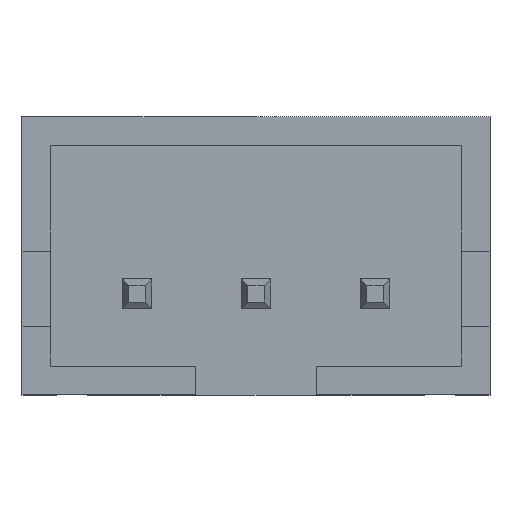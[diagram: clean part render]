
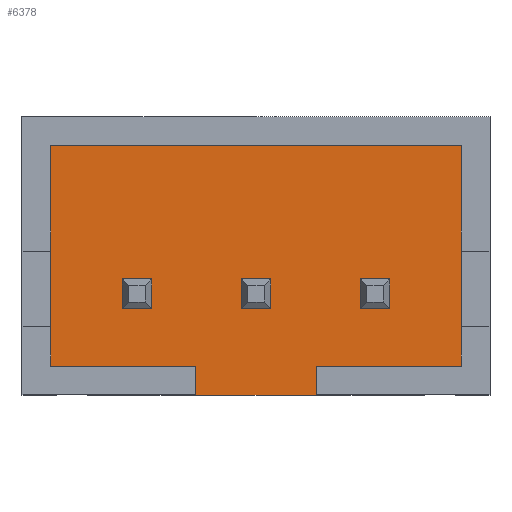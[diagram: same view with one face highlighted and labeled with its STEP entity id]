
A CAD part, top view. The second image highlights one B-rep face of the part: STEP entity #6378.
In plain terms, the highlighted planar face has unit normal (0, 0, 1).
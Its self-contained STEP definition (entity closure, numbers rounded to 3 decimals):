
#635=ORIENTED_EDGE('',*,*,#1792,.F.);
#636=ORIENTED_EDGE('',*,*,#1686,.F.);
#637=ORIENTED_EDGE('',*,*,#1861,.F.);
#638=ORIENTED_EDGE('',*,*,#1682,.F.);
#639=ORIENTED_EDGE('',*,*,#1670,.F.);
#640=ORIENTED_EDGE('',*,*,#1695,.F.);
#641=ORIENTED_EDGE('',*,*,#1674,.F.);
#642=ORIENTED_EDGE('',*,*,#1694,.F.);
#643=ORIENTED_EDGE('',*,*,#1862,.F.);
#644=ORIENTED_EDGE('',*,*,#1690,.F.);
#645=ORIENTED_EDGE('',*,*,#1730,.F.);
#646=ORIENTED_EDGE('',*,*,#1797,.F.);
#647=ORIENTED_EDGE('',*,*,#1860,.F.);
#648=ORIENTED_EDGE('',*,*,#1858,.F.);
#649=ORIENTED_EDGE('',*,*,#1856,.F.);
#650=ORIENTED_EDGE('',*,*,#1854,.F.);
#651=ORIENTED_EDGE('',*,*,#1852,.F.);
#652=ORIENTED_EDGE('',*,*,#1850,.F.);
#653=ORIENTED_EDGE('',*,*,#1848,.F.);
#654=ORIENTED_EDGE('',*,*,#1846,.F.);
#655=ORIENTED_EDGE('',*,*,#1844,.F.);
#656=ORIENTED_EDGE('',*,*,#1842,.F.);
#657=ORIENTED_EDGE('',*,*,#1840,.F.);
#658=ORIENTED_EDGE('',*,*,#1838,.F.);
#1670=EDGE_CURVE('',#2331,#2333,#2762,.T.);
#1674=EDGE_CURVE('',#2336,#2337,#2766,.T.);
#1682=EDGE_CURVE('',#2333,#2343,#2774,.T.);
#1686=EDGE_CURVE('',#2346,#2347,#2778,.T.);
#1690=EDGE_CURVE('',#2349,#2350,#2782,.T.);
#1694=EDGE_CURVE('',#2353,#2336,#2786,.T.);
#1695=EDGE_CURVE('',#2337,#2331,#2787,.T.);
#1730=EDGE_CURVE('',#2384,#2349,#2822,.T.);
#1792=EDGE_CURVE('',#2347,#2431,#2884,.T.);
#1797=EDGE_CURVE('',#2431,#2384,#2889,.T.);
#1838=EDGE_CURVE('',#2459,#2460,#2930,.T.);
#1840=EDGE_CURVE('',#2460,#2461,#2932,.T.);
#1842=EDGE_CURVE('',#2461,#2462,#2934,.T.);
#1844=EDGE_CURVE('',#2462,#2459,#2936,.T.);
#1846=EDGE_CURVE('',#2463,#2464,#2938,.T.);
#1848=EDGE_CURVE('',#2464,#2465,#2940,.T.);
#1850=EDGE_CURVE('',#2465,#2466,#2942,.T.);
#1852=EDGE_CURVE('',#2466,#2463,#2944,.T.);
#1854=EDGE_CURVE('',#2467,#2468,#2946,.T.);
#1856=EDGE_CURVE('',#2468,#2469,#2948,.T.);
#1858=EDGE_CURVE('',#2469,#2470,#2950,.T.);
#1860=EDGE_CURVE('',#2470,#2467,#2952,.T.);
#1861=EDGE_CURVE('',#2343,#2346,#2953,.T.);
#1862=EDGE_CURVE('',#2350,#2353,#2954,.T.);
#2331=VERTEX_POINT('',#7746);
#2333=VERTEX_POINT('',#7749);
#2336=VERTEX_POINT('',#7756);
#2337=VERTEX_POINT('',#7758);
#2343=VERTEX_POINT('',#7774);
#2346=VERTEX_POINT('',#7780);
#2347=VERTEX_POINT('',#7782);
#2349=VERTEX_POINT('',#7788);
#2350=VERTEX_POINT('',#7790);
#2353=VERTEX_POINT('',#7796);
#2384=VERTEX_POINT('',#7867);
#2431=VERTEX_POINT('',#7990);
#2459=VERTEX_POINT('',#8081);
#2460=VERTEX_POINT('',#8083);
#2461=VERTEX_POINT('',#8087);
#2462=VERTEX_POINT('',#8091);
#2463=VERTEX_POINT('',#8097);
#2464=VERTEX_POINT('',#8099);
#2465=VERTEX_POINT('',#8103);
#2466=VERTEX_POINT('',#8107);
#2467=VERTEX_POINT('',#8113);
#2468=VERTEX_POINT('',#8115);
#2469=VERTEX_POINT('',#8119);
#2470=VERTEX_POINT('',#8123);
#2762=LINE('',#7748,#3160);
#2766=LINE('',#7757,#3164);
#2774=LINE('',#7773,#3172);
#2778=LINE('',#7781,#3176);
#2782=LINE('',#7789,#3180);
#2786=LINE('',#7797,#3184);
#2787=LINE('',#7799,#3185);
#2822=LINE('',#7868,#3220);
#2884=LINE('',#7989,#3282);
#2889=LINE('',#7999,#3287);
#2930=LINE('',#8082,#3328);
#2932=LINE('',#8086,#3330);
#2934=LINE('',#8090,#3332);
#2936=LINE('',#8094,#3334);
#2938=LINE('',#8098,#3336);
#2940=LINE('',#8102,#3338);
#2942=LINE('',#8106,#3340);
#2944=LINE('',#8110,#3342);
#2946=LINE('',#8114,#3344);
#2948=LINE('',#8118,#3346);
#2950=LINE('',#8122,#3348);
#2952=LINE('',#8126,#3350);
#2953=LINE('',#8128,#3351);
#2954=LINE('',#8129,#3352);
#3160=VECTOR('',#6872,1000.);
#3164=VECTOR('',#6878,1000.);
#3172=VECTOR('',#6890,1000.);
#3176=VECTOR('',#6894,1000.);
#3180=VECTOR('',#6900,1000.);
#3184=VECTOR('',#6904,1000.);
#3185=VECTOR('',#6907,1000.);
#3220=VECTOR('',#6948,1000.);
#3282=VECTOR('',#7036,1000.);
#3287=VECTOR('',#7043,1000.);
#3328=VECTOR('',#7118,1000.);
#3330=VECTOR('',#7122,1000.);
#3332=VECTOR('',#7126,1000.);
#3334=VECTOR('',#7130,1000.);
#3336=VECTOR('',#7134,1000.);
#3338=VECTOR('',#7138,1000.);
#3340=VECTOR('',#7142,1000.);
#3342=VECTOR('',#7146,1000.);
#3344=VECTOR('',#7150,1000.);
#3346=VECTOR('',#7154,1000.);
#3348=VECTOR('',#7158,1000.);
#3350=VECTOR('',#7162,1000.);
#3351=VECTOR('',#7165,1000.);
#3352=VECTOR('',#7166,1000.);
#3608=EDGE_LOOP('',(#635,#636,#637,#638,#639,#640,#641,#642,#643,#644,#645,
#646));
#3609=EDGE_LOOP('',(#647,#648,#649,#650));
#3610=EDGE_LOOP('',(#651,#652,#653,#654));
#3611=EDGE_LOOP('',(#655,#656,#657,#658));
#3904=FACE_BOUND('',#3608,.T.);
#3905=FACE_BOUND('',#3609,.T.);
#3906=FACE_BOUND('',#3610,.T.);
#3907=FACE_BOUND('',#3611,.T.);
#4200=PLANE('',#6680);
#6378=ADVANCED_FACE('',(#3904,#3905,#3906,#3907),#4200,.F.);
#6680=AXIS2_PLACEMENT_3D('',#8127,#7163,#7164);
#6872=DIRECTION('',(0.,1.,0.));
#6878=DIRECTION('',(0.,-1.,0.));
#6890=DIRECTION('',(-1.,0.,0.));
#6894=DIRECTION('',(-1.,0.,0.));
#6900=DIRECTION('',(-1.,0.,0.));
#6904=DIRECTION('',(-1.,0.,0.));
#6907=DIRECTION('',(-1.,0.,0.));
#6948=DIRECTION('',(0.,-1.,0.));
#7036=DIRECTION('',(0.,1.,0.));
#7043=DIRECTION('',(1.,0.,0.));
#7118=DIRECTION('',(0.,1.,0.));
#7122=DIRECTION('',(-1.,0.,0.));
#7126=DIRECTION('',(0.,-1.,0.));
#7130=DIRECTION('',(1.,0.,0.));
#7134=DIRECTION('',(0.,1.,0.));
#7138=DIRECTION('',(-1.,0.,0.));
#7142=DIRECTION('',(0.,-1.,0.));
#7146=DIRECTION('',(1.,0.,0.));
#7150=DIRECTION('',(1.,0.,0.));
#7154=DIRECTION('',(0.,1.,0.));
#7158=DIRECTION('',(-1.,0.,0.));
#7162=DIRECTION('',(0.,-1.,0.));
#7163=DIRECTION('',(0.,0.,-1.));
#7164=DIRECTION('',(-1.,0.,0.));
#7165=DIRECTION('',(-1.,0.,0.));
#7166=DIRECTION('',(-1.,0.,0.));
#7746=CARTESIAN_POINT('',(-1.009,-1.7,1.88));
#7748=CARTESIAN_POINT('',(-1.009,-1.7,1.88));
#7749=CARTESIAN_POINT('',(-1.009,-1.217,1.88));
#7756=CARTESIAN_POINT('',(1.009,-1.217,1.88));
#7757=CARTESIAN_POINT('',(1.009,-1.217,1.88));
#7758=CARTESIAN_POINT('',(1.009,-1.7,1.88));
#7773=CARTESIAN_POINT('',(3.448,-1.217,1.88));
#7774=CARTESIAN_POINT('',(-2.826,-1.217,1.88));
#7780=CARTESIAN_POINT('',(-3.359,-1.217,1.88));
#7781=CARTESIAN_POINT('',(3.448,-1.217,1.88));
#7782=CARTESIAN_POINT('',(-3.448,-1.217,1.88));
#7788=CARTESIAN_POINT('',(3.448,-1.217,1.88));
#7789=CARTESIAN_POINT('',(3.448,-1.217,1.88));
#7790=CARTESIAN_POINT('',(3.359,-1.217,1.88));
#7796=CARTESIAN_POINT('',(2.826,-1.217,1.88));
#7797=CARTESIAN_POINT('',(3.448,-1.217,1.88));
#7799=CARTESIAN_POINT('',(1.009,-1.7,1.88));
#7867=CARTESIAN_POINT('',(3.448,2.491,1.88));
#7868=CARTESIAN_POINT('',(3.448,2.491,1.88));
#7989=CARTESIAN_POINT('',(-3.448,-1.217,1.88));
#7990=CARTESIAN_POINT('',(-3.448,2.491,1.88));
#7999=CARTESIAN_POINT('',(-3.448,2.491,1.88));
#8081=CARTESIAN_POINT('',(2.25,-0.25,1.88));
#8082=CARTESIAN_POINT('',(2.25,0.25,1.88));
#8083=CARTESIAN_POINT('',(2.25,0.25,1.88));
#8086=CARTESIAN_POINT('',(1.75,0.25,1.88));
#8087=CARTESIAN_POINT('',(1.75,0.25,1.88));
#8090=CARTESIAN_POINT('',(1.75,-0.25,1.88));
#8091=CARTESIAN_POINT('',(1.75,-0.25,1.88));
#8094=CARTESIAN_POINT('',(2.25,-0.25,1.88));
#8097=CARTESIAN_POINT('',(0.25,-0.25,1.88));
#8098=CARTESIAN_POINT('',(0.25,0.25,1.88));
#8099=CARTESIAN_POINT('',(0.25,0.25,1.88));
#8102=CARTESIAN_POINT('',(-0.25,0.25,1.88));
#8103=CARTESIAN_POINT('',(-0.25,0.25,1.88));
#8106=CARTESIAN_POINT('',(-0.25,-0.25,1.88));
#8107=CARTESIAN_POINT('',(-0.25,-0.25,1.88));
#8110=CARTESIAN_POINT('',(0.25,-0.25,1.88));
#8113=CARTESIAN_POINT('',(-2.25,-0.25,1.88));
#8114=CARTESIAN_POINT('',(-1.75,-0.25,1.88));
#8115=CARTESIAN_POINT('',(-1.75,-0.25,1.88));
#8118=CARTESIAN_POINT('',(-1.75,0.25,1.88));
#8119=CARTESIAN_POINT('',(-1.75,0.25,1.88));
#8122=CARTESIAN_POINT('',(-2.25,0.25,1.88));
#8123=CARTESIAN_POINT('',(-2.25,0.25,1.88));
#8126=CARTESIAN_POINT('',(-2.25,-0.25,1.88));
#8127=CARTESIAN_POINT('',(0.,0.,1.88));
#8128=CARTESIAN_POINT('',(3.448,-1.217,1.88));
#8129=CARTESIAN_POINT('',(3.448,-1.217,1.88));
